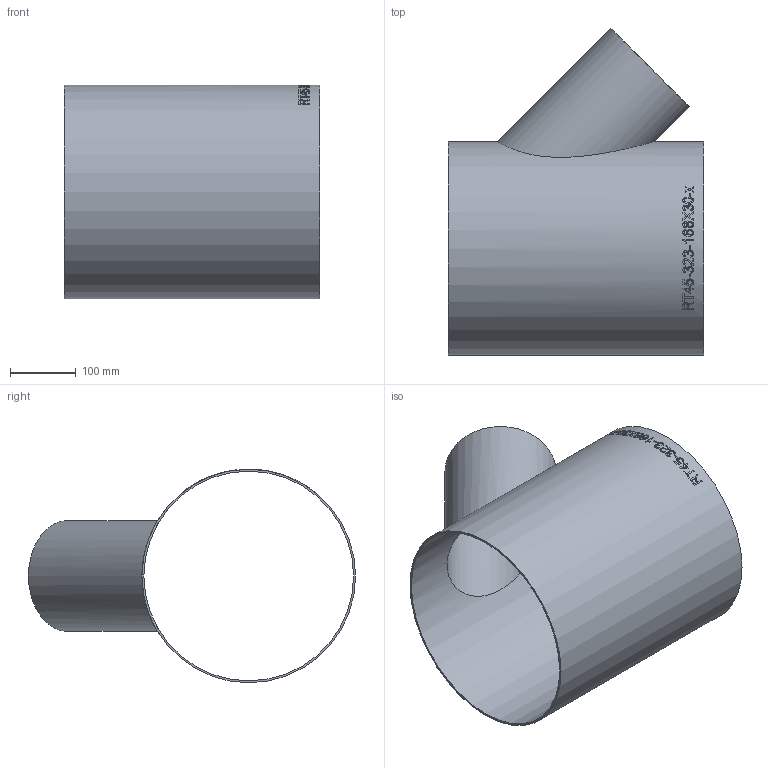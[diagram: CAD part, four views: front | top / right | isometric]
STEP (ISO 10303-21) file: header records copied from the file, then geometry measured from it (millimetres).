
FILE_DESCRIPTION (( 'STEP AP214' ), '1' );
FILE_NAME ('RT45-323-168X30-x T-Stück 45°reduziert Ø323,9 L388 1911.STEP', '2019-11-20T14:25:57', ( '' ), ( '' ), 'SwSTEP 2.0', 'SolidWorks 2016', '' );
FILE_SCHEMA (( 'AUTOMOTIVE_DESIGN' ));
Length unit declared in the file: millimetre
Products named in the file (1): RT45-323-168X30-x T-Stück 45°reduziert Ø323,9 L388  1911
Bounding box: 388 x 495.94 x 323.9 mm (x, y, z)
Volume: 1357841.9 mm3; surface area: 911044 mm2
Topology: 1 solids, 1 shells, 243 faces, 655 edges, 437 vertices
Faces by surface type: bspline 153, plane 63, cylinder 27
Full cylindrical faces by diameter (mm): 162.3 x1, 168.3 x1, 317.9 x1, 323.9 x1
Entity records: 42940 total; most frequent: CARTESIAN_POINT 35625, ORIENTED_EDGE 1294, EDGE_CURVE 647, B_SPLINE_CURVE_WITH_KNOTS 478, VERTEX_POINT 434, DIRECTION 429, EDGE_LOOP 275, FACE_OUTER_BOUND 247
